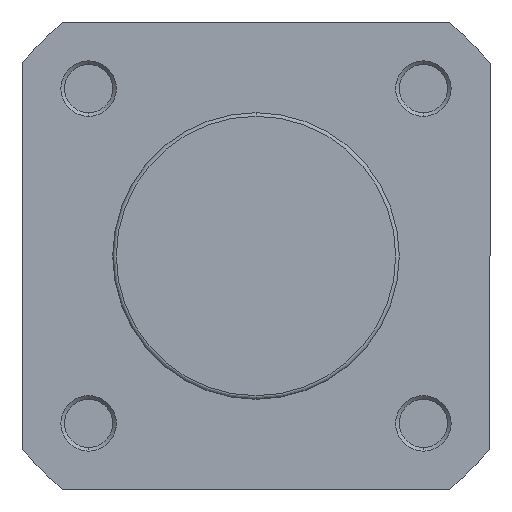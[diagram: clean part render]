
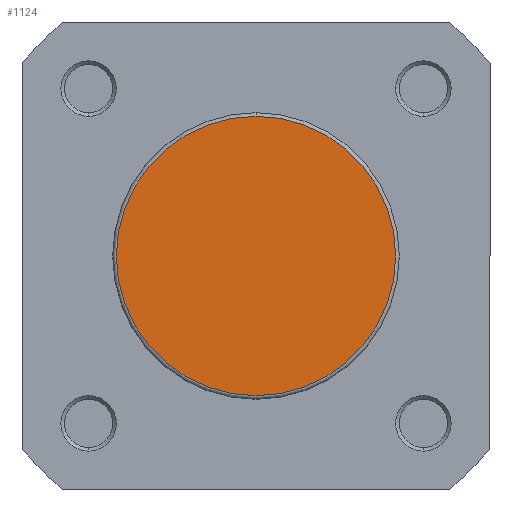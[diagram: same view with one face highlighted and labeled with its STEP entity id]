
A CAD part, left-side view. The second image highlights one B-rep face of the part: STEP entity #1124.
In plain terms, the highlighted planar face has unit normal (-1, 0, 0).
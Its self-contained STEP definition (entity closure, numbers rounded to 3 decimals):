
#26 = EDGE_CURVE ( 'NONE', #4739, #4748, #92, .T. ) ;
#92 = CIRCLE ( 'NONE', #4231, 19.4 ) ;
#721 = EDGE_LOOP ( 'NONE', ( #5444, #5445 ) ) ;
#1124 = ADVANCED_FACE ( 'NONE', ( #1434 ), #2119, .F. ) ;
#1434 = FACE_OUTER_BOUND ( 'NONE', #721, .T. ) ;
#2118 = CARTESIAN_POINT ( 'NONE',  ( 0., 19.9, 0. ) ) ;
#2119 = PLANE ( 'NONE',  #4378 ) ;
#2120 = DIRECTION ( 'NONE',  ( 1., 0., 0. ) ) ;
#2121 = DIRECTION ( 'NONE',  ( 0., 0., -1. ) ) ;
#3497 = CARTESIAN_POINT ( 'NONE',  ( 0., 0., 0. ) ) ;
#3499 = DIRECTION ( 'NONE',  ( -1., 0., 0. ) ) ;
#3500 = DIRECTION ( 'NONE',  ( 0., 0., -1. ) ) ;
#3558 = CARTESIAN_POINT ( 'NONE',  ( 0., 0., -19.4 ) ) ;
#3566 = CARTESIAN_POINT ( 'NONE',  ( 0., 0., 19.4 ) ) ;
#3923 = CIRCLE ( 'NONE', #4633, 19.4 ) ;
#4231 = AXIS2_PLACEMENT_3D ( 'NONE', #4974, #4972, #4971 ) ;
#4378 = AXIS2_PLACEMENT_3D ( 'NONE', #2118, #2120, #2121 ) ;
#4633 = AXIS2_PLACEMENT_3D ( 'NONE', #3497, #3499, #3500 ) ;
#4679 = EDGE_CURVE ( 'NONE', #4748, #4739, #3923, .T. ) ;
#4739 = VERTEX_POINT ( 'NONE', #3558 ) ;
#4748 = VERTEX_POINT ( 'NONE', #3566 ) ;
#4971 = DIRECTION ( 'NONE',  ( 0., 0., -1. ) ) ;
#4972 = DIRECTION ( 'NONE',  ( -1., 0., 0. ) ) ;
#4974 = CARTESIAN_POINT ( 'NONE',  ( 0., 0., 0. ) ) ;
#5444 = ORIENTED_EDGE ( 'NONE', *, *, #26, .T. ) ;
#5445 = ORIENTED_EDGE ( 'NONE', *, *, #4679, .T. ) ;
